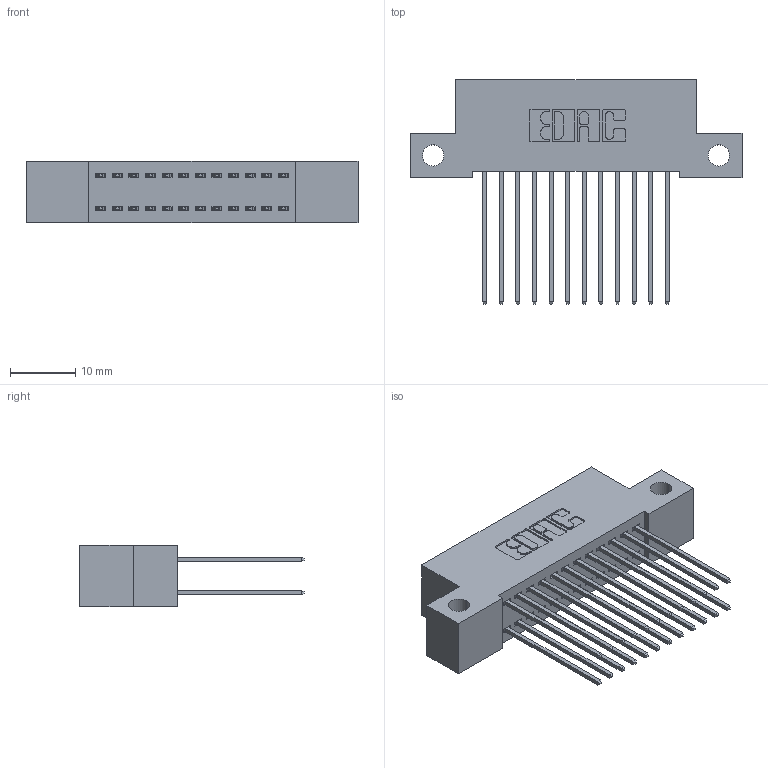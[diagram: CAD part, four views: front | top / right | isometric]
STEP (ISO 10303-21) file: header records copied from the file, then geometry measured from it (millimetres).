
FILE_DESCRIPTION (( 'STEP AP203' ), '1' );
FILE_NAME ('342-024-541-212.STEP', '2019-10-01T23:56:43', ( '' ), ( '' ), 'SwSTEP 2.0', 'SolidWorks 2016', '' );
FILE_SCHEMA (( 'CONFIG_CONTROL_DESIGN' ));
Length unit declared in the file: inch
Products named in the file (3): 342 Part_Side Mount; 345-292-001_345-293-141; 342-024-541-212
Assembly tree (25 placements, depth 2):
  342-024-541-212
    342 Part_Side Mount
    345-292-001_345-293-141  x24
Bounding box: 50.8 x 34.3 x 9.4 mm (x, y, z)
Volume: 4486.1 mm3; surface area: 7026 mm2
Topology: 25 solids, 25 shells, 1358 faces, 4019 edges, 2646 vertices
Faces by surface type: plane 930, cylinder 428
Entity records: 11489 total; most frequent: CARTESIAN_POINT 1938, ORIENTED_EDGE 1874, DIRECTION 1709, EDGE_CURVE 937, LINE 809, VECTOR 809, VERTEX_POINT 622, AXIS2_PLACEMENT_3D 450
